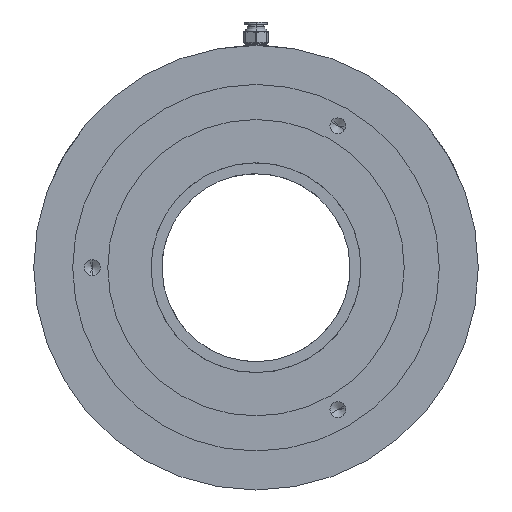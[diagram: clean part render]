
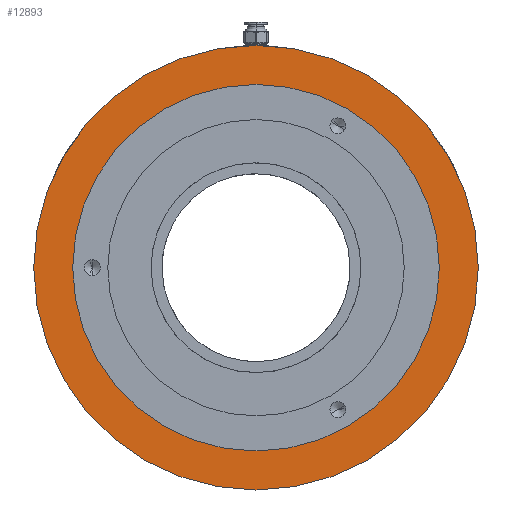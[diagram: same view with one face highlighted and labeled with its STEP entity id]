
A CAD part, left-side view. The second image highlights one B-rep face of the part: STEP entity #12893.
In plain terms, the highlighted planar face has unit normal (-1, 0, 0).
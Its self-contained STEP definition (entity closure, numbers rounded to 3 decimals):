
#293 = VERTEX_POINT ( 'NONE', #1101 ) ;
#300 = CIRCLE ( 'NONE', #2400, 142.5 ) ;
#372 = DIRECTION ( 'NONE',  ( -1., 0., 0. ) ) ;
#614 = ORIENTED_EDGE ( 'NONE', *, *, #2490, .F. ) ;
#637 = CARTESIAN_POINT ( 'NONE',  ( 20., 0., -117.5 ) ) ;
#1023 = DIRECTION ( 'NONE',  ( 0., 0., 1. ) ) ;
#1101 = CARTESIAN_POINT ( 'NONE',  ( 20., 0., 142.5 ) ) ;
#1154 = AXIS2_PLACEMENT_3D ( 'NONE', #2209, #372, #2273 ) ;
#1174 = DIRECTION ( 'NONE',  ( -1., 0., 0. ) ) ;
#1646 = ORIENTED_EDGE ( 'NONE', *, *, #8282, .T. ) ;
#1939 = FACE_BOUND ( 'NONE', #3733, .T. ) ;
#2070 = PLANE ( 'NONE',  #7030 ) ;
#2116 = CARTESIAN_POINT ( 'NONE',  ( 20., 0., 0. ) ) ;
#2186 = DIRECTION ( 'NONE',  ( -1., 0., 0. ) ) ;
#2209 = CARTESIAN_POINT ( 'NONE',  ( 20., 0., 0. ) ) ;
#2273 = DIRECTION ( 'NONE',  ( 0., 0., 1. ) ) ;
#2400 = AXIS2_PLACEMENT_3D ( 'NONE', #9161, #11891, #4196 ) ;
#2490 = EDGE_CURVE ( 'NONE', #8690, #2725, #4206, .T. ) ;
#2725 = VERTEX_POINT ( 'NONE', #637 ) ;
#3263 = DIRECTION ( 'NONE',  ( 0., 0., 1. ) ) ;
#3733 = EDGE_LOOP ( 'NONE', ( #614, #10072 ) ) ;
#4196 = DIRECTION ( 'NONE',  ( 0., 0., 1. ) ) ;
#4206 = CIRCLE ( 'NONE', #5856, 117.5 ) ;
#4735 = AXIS2_PLACEMENT_3D ( 'NONE', #6213, #1174, #3263 ) ;
#5017 = EDGE_LOOP ( 'NONE', ( #1646, #5091 ) ) ;
#5091 = ORIENTED_EDGE ( 'NONE', *, *, #7643, .T. ) ;
#5856 = AXIS2_PLACEMENT_3D ( 'NONE', #2116, #2186, #7362 ) ;
#5985 = FACE_OUTER_BOUND ( 'NONE', #5017, .T. ) ;
#6058 = CARTESIAN_POINT ( 'NONE',  ( 20., 0., 0. ) ) ;
#6213 = CARTESIAN_POINT ( 'NONE',  ( 20., 0., 0. ) ) ;
#7030 = AXIS2_PLACEMENT_3D ( 'NONE', #6058, #12135, #1023 ) ;
#7054 = CIRCLE ( 'NONE', #4735, 117.5 ) ;
#7362 = DIRECTION ( 'NONE',  ( 0., 0., 1. ) ) ;
#7632 = CARTESIAN_POINT ( 'NONE',  ( 20., 0., -142.5 ) ) ;
#7643 = EDGE_CURVE ( 'NONE', #9923, #293, #300, .T. ) ;
#8282 = EDGE_CURVE ( 'NONE', #293, #9923, #12632, .T. ) ;
#8690 = VERTEX_POINT ( 'NONE', #10097 ) ;
#9161 = CARTESIAN_POINT ( 'NONE',  ( 20., 0., 0. ) ) ;
#9923 = VERTEX_POINT ( 'NONE', #7632 ) ;
#10072 = ORIENTED_EDGE ( 'NONE', *, *, #12547, .F. ) ;
#10097 = CARTESIAN_POINT ( 'NONE',  ( 20., 0., 117.5 ) ) ;
#11891 = DIRECTION ( 'NONE',  ( -1., 0., 0. ) ) ;
#12135 = DIRECTION ( 'NONE',  ( -1., 0., 0. ) ) ;
#12547 = EDGE_CURVE ( 'NONE', #2725, #8690, #7054, .T. ) ;
#12632 = CIRCLE ( 'NONE', #1154, 142.5 ) ;
#12893 = ADVANCED_FACE ( 'NONE', ( #5985, #1939 ), #2070, .T. ) ;
